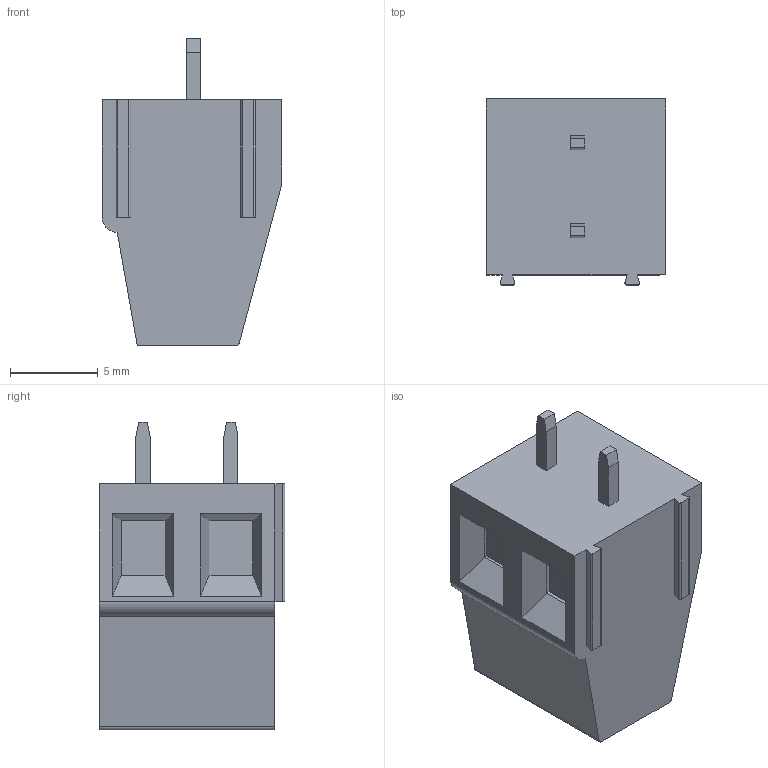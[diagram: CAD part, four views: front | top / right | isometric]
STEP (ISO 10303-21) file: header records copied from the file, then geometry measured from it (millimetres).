
FILE_DESCRIPTION((''),'2;1');
FILE_NAME('DG128-5_0-02P-1Y-1000AH','2020-06-15T',('Administrator'),(''),'PRO/ENGINEER BY PARAMETRIC TECHNOLOGY CORPORATION, 2010020','PRO/ENGINEER BY PARAMETRIC TECHNOLOGY CORPORATION, 2010020','');
FILE_SCHEMA(('AUTOMOTIVE_DESIGN_CC2 { 1 2 10303 214 -1 1 5 2 }'));
Length unit declared in the file: millimetre
Products named in the file (1): DG128-5_0-02P-1Y-1000AH
Bounding box: 10.2 x 10.57 x 17.5 mm (x, y, z)
Volume: 1146.3 mm3; surface area: 820.3 mm2
Topology: 1 solids, 1 shells, 101 faces, 249 edges, 160 vertices
Faces by surface type: plane 66, cylinder 23, torus 12
Entity records: 3108 total; most frequent: CARTESIAN_POINT 664, ORIENTED_EDGE 498, DIRECTION 495, EDGE_CURVE 249, VECTOR 169, LINE 169, AXIS2_PLACEMENT_3D 163, VERTEX_POINT 160
